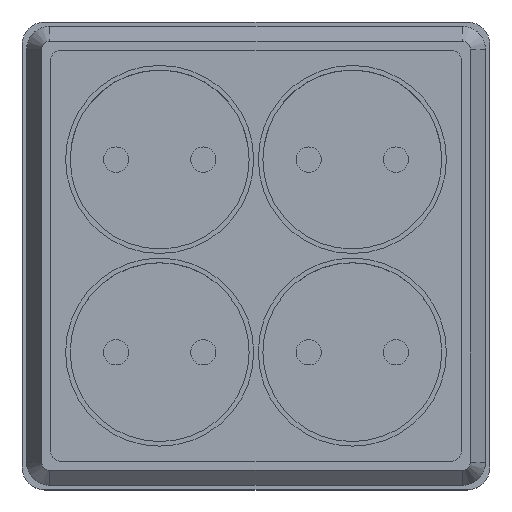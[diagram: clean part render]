
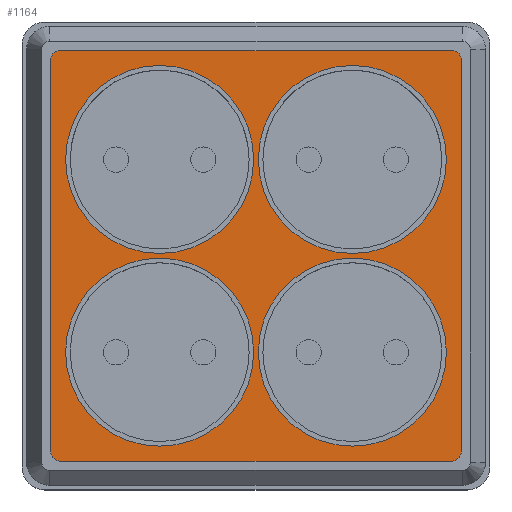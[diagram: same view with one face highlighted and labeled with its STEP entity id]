
A CAD part, top view. The second image highlights one B-rep face of the part: STEP entity #1164.
In plain terms, the highlighted planar face has unit normal (0, 0, 1).
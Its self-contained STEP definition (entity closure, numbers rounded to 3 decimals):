
#2 = EDGE_CURVE ( 'NONE', #2460, #2312, #340, .T. ) ;
#18 = DIRECTION ( 'NONE',  ( 0., 0., 1. ) ) ;
#24 = EDGE_CURVE ( 'NONE', #2176, #966, #2407, .T. ) ;
#93 = DIRECTION ( 'NONE',  ( 0., 0., -1. ) ) ;
#133 = AXIS2_PLACEMENT_3D ( 'NONE', #1441, #3322, #2806 ) ;
#150 = CIRCLE ( 'NONE', #924, 20.5 ) ;
#167 = CIRCLE ( 'NONE', #1322, 20.5 ) ;
#169 = LINE ( 'NONE', #2404, #1581 ) ;
#214 = ORIENTED_EDGE ( 'NONE', *, *, #3066, .T. ) ;
#222 = CARTESIAN_POINT ( 'NONE',  ( 44.736, 0., 30.5 ) ) ;
#253 = VERTEX_POINT ( 'NONE', #3274 ) ;
#292 = CARTESIAN_POINT ( 'NONE',  ( -42.736, 44.736, 30.5 ) ) ;
#340 = LINE ( 'NONE', #222, #3143 ) ;
#351 = EDGE_LOOP ( 'NONE', ( #2721, #1815, #214, #2135, #1250, #2429, #2282, #2843 ) ) ;
#378 = VERTEX_POINT ( 'NONE', #1067 ) ;
#388 = VERTEX_POINT ( 'NONE', #3227 ) ;
#424 = FACE_BOUND ( 'NONE', #806, .T. ) ;
#489 = AXIS2_PLACEMENT_3D ( 'NONE', #989, #2889, #1263 ) ;
#496 = FACE_BOUND ( 'NONE', #2072, .T. ) ;
#497 = EDGE_CURVE ( 'NONE', #253, #253, #150, .T. ) ;
#500 = DIRECTION ( 'NONE',  ( 1., 0., 0. ) ) ;
#584 = CIRCLE ( 'NONE', #1606, 2. ) ;
#777 = CARTESIAN_POINT ( 'NONE',  ( -42.736, -44.736, 30.5 ) ) ;
#778 = AXIS2_PLACEMENT_3D ( 'NONE', #1703, #93, #1964 ) ;
#780 = ORIENTED_EDGE ( 'NONE', *, *, #497, .F. ) ;
#806 = EDGE_LOOP ( 'NONE', ( #780 ) ) ;
#848 = DIRECTION ( 'NONE',  ( -1., 0., 0. ) ) ;
#903 = CARTESIAN_POINT ( 'NONE',  ( 42.736, -42.736, 30.5 ) ) ;
#924 = AXIS2_PLACEMENT_3D ( 'NONE', #3068, #1444, #3323 ) ;
#934 = CARTESIAN_POINT ( 'NONE',  ( -42.736, 42.736, 30.5 ) ) ;
#966 = VERTEX_POINT ( 'NONE', #777 ) ;
#989 = CARTESIAN_POINT ( 'NONE',  ( -42.736, -42.736, 30.5 ) ) ;
#1002 = EDGE_LOOP ( 'NONE', ( #2947 ) ) ;
#1027 = LINE ( 'NONE', #2816, #1410 ) ;
#1067 = CARTESIAN_POINT ( 'NONE',  ( 42.736, -44.736, 30.5 ) ) ;
#1078 = PLANE ( 'NONE',  #1616 ) ;
#1145 = FACE_BOUND ( 'NONE', #2366, .T. ) ;
#1155 = CARTESIAN_POINT ( 'NONE',  ( 21., 21., 30.5 ) ) ;
#1164 = ADVANCED_FACE ( 'NONE', ( #496, #424, #1943, #1145, #3294 ), #1078, .T. ) ;
#1168 = DIRECTION ( 'NONE',  ( 1., 0., 0. ) ) ;
#1203 = DIRECTION ( 'NONE',  ( 1., 0., 0. ) ) ;
#1218 = EDGE_CURVE ( 'NONE', #1289, #1566, #1603, .T. ) ;
#1250 = ORIENTED_EDGE ( 'NONE', *, *, #2, .T. ) ;
#1263 = DIRECTION ( 'NONE',  ( 1., 0., 0. ) ) ;
#1289 = VERTEX_POINT ( 'NONE', #3049 ) ;
#1309 = EDGE_CURVE ( 'NONE', #1449, #1449, #2086, .T. ) ;
#1322 = AXIS2_PLACEMENT_3D ( 'NONE', #1155, #3055, #1433 ) ;
#1393 = CARTESIAN_POINT ( 'NONE',  ( -44.736, -42.736, 30.5 ) ) ;
#1410 = VECTOR ( 'NONE', #2518, 1000. ) ;
#1433 = DIRECTION ( 'NONE',  ( 1., 0., 0. ) ) ;
#1441 = CARTESIAN_POINT ( 'NONE',  ( -21., -21., 30.5 ) ) ;
#1444 = DIRECTION ( 'NONE',  ( 0., 0., 1. ) ) ;
#1449 = VERTEX_POINT ( 'NONE', #3293 ) ;
#1475 = CARTESIAN_POINT ( 'NONE',  ( 44.736, 42.736, 30.5 ) ) ;
#1501 = CIRCLE ( 'NONE', #1511, 2. ) ;
#1511 = AXIS2_PLACEMENT_3D ( 'NONE', #903, #2801, #1168 ) ;
#1525 = CARTESIAN_POINT ( 'NONE',  ( 21., -21., 30.5 ) ) ;
#1555 = DIRECTION ( 'NONE',  ( 0., 1., 0. ) ) ;
#1566 = VERTEX_POINT ( 'NONE', #292 ) ;
#1581 = VECTOR ( 'NONE', #500, 1000. ) ;
#1603 = LINE ( 'NONE', #1648, #2342 ) ;
#1606 = AXIS2_PLACEMENT_3D ( 'NONE', #934, #2835, #1203 ) ;
#1616 = AXIS2_PLACEMENT_3D ( 'NONE', #1627, #18, #1893 ) ;
#1627 = CARTESIAN_POINT ( 'NONE',  ( 0., 0., 30.5 ) ) ;
#1634 = ORIENTED_EDGE ( 'NONE', *, *, #2053, .F. ) ;
#1648 = CARTESIAN_POINT ( 'NONE',  ( 0., 44.736, 30.5 ) ) ;
#1703 = CARTESIAN_POINT ( 'NONE',  ( 42.736, 42.736, 30.5 ) ) ;
#1707 = CARTESIAN_POINT ( 'NONE',  ( 41.5, -21., 30.5 ) ) ;
#1796 = DIRECTION ( 'NONE',  ( 1., 0., 0. ) ) ;
#1815 = ORIENTED_EDGE ( 'NONE', *, *, #24, .T. ) ;
#1824 = CIRCLE ( 'NONE', #778, 2. ) ;
#1891 = VERTEX_POINT ( 'NONE', #1707 ) ;
#1893 = DIRECTION ( 'NONE',  ( 1., 0., 0. ) ) ;
#1929 = AXIS2_PLACEMENT_3D ( 'NONE', #1525, #3411, #1796 ) ;
#1943 = FACE_OUTER_BOUND ( 'NONE', #351, .T. ) ;
#1964 = DIRECTION ( 'NONE',  ( 1., 0., 0. ) ) ;
#1996 = VERTEX_POINT ( 'NONE', #2780 ) ;
#2053 = EDGE_CURVE ( 'NONE', #1996, #1996, #167, .T. ) ;
#2072 = EDGE_LOOP ( 'NONE', ( #3000 ) ) ;
#2086 = CIRCLE ( 'NONE', #133, 20.5 ) ;
#2088 = EDGE_CURVE ( 'NONE', #2460, #378, #1501, .T. ) ;
#2107 = EDGE_CURVE ( 'NONE', #388, #2176, #1027, .T. ) ;
#2135 = ORIENTED_EDGE ( 'NONE', *, *, #2088, .F. ) ;
#2176 = VERTEX_POINT ( 'NONE', #1393 ) ;
#2282 = ORIENTED_EDGE ( 'NONE', *, *, #1218, .T. ) ;
#2312 = VERTEX_POINT ( 'NONE', #1475 ) ;
#2342 = VECTOR ( 'NONE', #848, 1000. ) ;
#2366 = EDGE_LOOP ( 'NONE', ( #1634 ) ) ;
#2381 = CIRCLE ( 'NONE', #1929, 20.5 ) ;
#2404 = CARTESIAN_POINT ( 'NONE',  ( 0., -44.736, 30.5 ) ) ;
#2407 = CIRCLE ( 'NONE', #489, 2. ) ;
#2429 = ORIENTED_EDGE ( 'NONE', *, *, #2545, .F. ) ;
#2436 = EDGE_CURVE ( 'NONE', #1891, #1891, #2381, .T. ) ;
#2455 = CARTESIAN_POINT ( 'NONE',  ( 44.736, -42.736, 30.5 ) ) ;
#2460 = VERTEX_POINT ( 'NONE', #2455 ) ;
#2518 = DIRECTION ( 'NONE',  ( 0., -1., 0. ) ) ;
#2545 = EDGE_CURVE ( 'NONE', #1289, #2312, #1824, .T. ) ;
#2721 = ORIENTED_EDGE ( 'NONE', *, *, #2107, .T. ) ;
#2780 = CARTESIAN_POINT ( 'NONE',  ( 41.5, 21., 30.5 ) ) ;
#2801 = DIRECTION ( 'NONE',  ( 0., 0., -1. ) ) ;
#2806 = DIRECTION ( 'NONE',  ( 1., 0., 0. ) ) ;
#2816 = CARTESIAN_POINT ( 'NONE',  ( -44.736, 0., 30.5 ) ) ;
#2835 = DIRECTION ( 'NONE',  ( 0., 0., -1. ) ) ;
#2843 = ORIENTED_EDGE ( 'NONE', *, *, #3381, .F. ) ;
#2889 = DIRECTION ( 'NONE',  ( 0., 0., 1. ) ) ;
#2947 = ORIENTED_EDGE ( 'NONE', *, *, #2436, .F. ) ;
#3000 = ORIENTED_EDGE ( 'NONE', *, *, #1309, .F. ) ;
#3049 = CARTESIAN_POINT ( 'NONE',  ( 42.736, 44.736, 30.5 ) ) ;
#3055 = DIRECTION ( 'NONE',  ( 0., 0., 1. ) ) ;
#3066 = EDGE_CURVE ( 'NONE', #966, #378, #169, .T. ) ;
#3068 = CARTESIAN_POINT ( 'NONE',  ( -21., 21., 30.5 ) ) ;
#3143 = VECTOR ( 'NONE', #1555, 1000. ) ;
#3227 = CARTESIAN_POINT ( 'NONE',  ( -44.736, 42.736, 30.5 ) ) ;
#3274 = CARTESIAN_POINT ( 'NONE',  ( -0.5, 21., 30.5 ) ) ;
#3293 = CARTESIAN_POINT ( 'NONE',  ( -0.5, -21., 30.5 ) ) ;
#3294 = FACE_BOUND ( 'NONE', #1002, .T. ) ;
#3322 = DIRECTION ( 'NONE',  ( 0., 0., 1. ) ) ;
#3323 = DIRECTION ( 'NONE',  ( 1., 0., 0. ) ) ;
#3381 = EDGE_CURVE ( 'NONE', #388, #1566, #584, .T. ) ;
#3411 = DIRECTION ( 'NONE',  ( 0., 0., 1. ) ) ;
